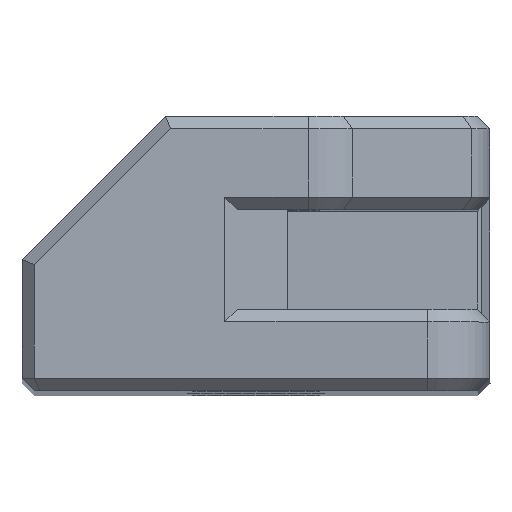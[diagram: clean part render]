
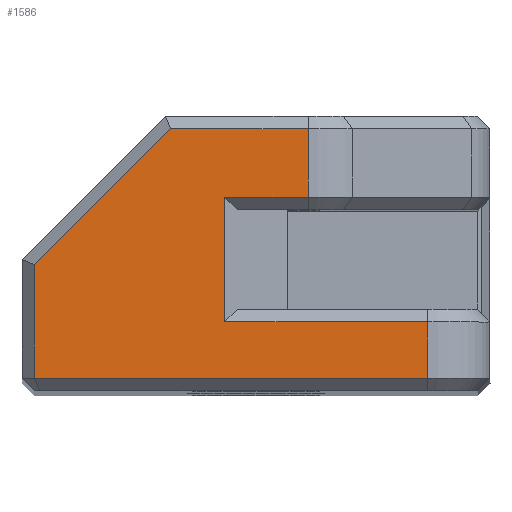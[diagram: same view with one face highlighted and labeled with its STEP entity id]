
A CAD part, top view. The second image highlights one B-rep face of the part: STEP entity #1586.
In plain terms, the highlighted face is planar.
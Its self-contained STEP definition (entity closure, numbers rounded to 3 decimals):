
#232=FACE_OUTER_BOUND('',#324,.T.);
#324=EDGE_LOOP('',(#1442,#1443,#1444,#1445,#1446,#1447,#1448,#1449,#1450));
#383=LINE('',#2391,#533);
#386=LINE('',#2398,#536);
#407=LINE('',#2488,#557);
#447=LINE('',#2597,#597);
#452=LINE('',#2605,#602);
#457=LINE('',#2623,#607);
#458=LINE('',#2625,#608);
#467=LINE('',#2642,#617);
#475=LINE('',#2745,#625);
#533=VECTOR('',#1911,10.);
#536=VECTOR('',#1920,10.);
#557=VECTOR('',#2015,10.);
#597=VECTOR('',#2117,10.);
#602=VECTOR('',#2124,10.);
#607=VECTOR('',#2143,10.);
#608=VECTOR('',#2146,10.);
#617=VECTOR('',#2169,10.);
#625=VECTOR('',#2223,10.);
#672=VERTEX_POINT('',#2362);
#679=VERTEX_POINT('',#2384);
#681=VERTEX_POINT('',#2396);
#713=VERTEX_POINT('',#2487);
#750=VERTEX_POINT('',#2595);
#751=VERTEX_POINT('',#2596);
#753=VERTEX_POINT('',#2603);
#758=VERTEX_POINT('',#2619);
#759=VERTEX_POINT('',#2621);
#845=EDGE_CURVE('',#679,#672,#383,.T.);
#849=EDGE_CURVE('',#679,#681,#386,.T.);
#895=EDGE_CURVE('',#713,#672,#407,.T.);
#949=EDGE_CURVE('',#750,#751,#447,.T.);
#954=EDGE_CURVE('',#753,#713,#452,.T.);
#963=EDGE_CURVE('',#758,#759,#457,.T.);
#964=EDGE_CURVE('',#759,#753,#458,.T.);
#973=EDGE_CURVE('',#751,#758,#467,.T.);
#997=EDGE_CURVE('',#681,#750,#475,.T.);
#1442=ORIENTED_EDGE('',*,*,#845,.F.);
#1443=ORIENTED_EDGE('',*,*,#849,.T.);
#1444=ORIENTED_EDGE('',*,*,#997,.T.);
#1445=ORIENTED_EDGE('',*,*,#949,.T.);
#1446=ORIENTED_EDGE('',*,*,#973,.T.);
#1447=ORIENTED_EDGE('',*,*,#963,.T.);
#1448=ORIENTED_EDGE('',*,*,#964,.T.);
#1449=ORIENTED_EDGE('',*,*,#954,.T.);
#1450=ORIENTED_EDGE('',*,*,#895,.T.);
#1504=PLANE('',#1757);
#1586=ADVANCED_FACE('',(#232),#1504,.T.);
#1757=AXIS2_PLACEMENT_3D('',#2744,#2221,#2222);
#1911=DIRECTION('',(0.,0.,-1.));
#1920=DIRECTION('',(-1.,0.,0.));
#2015=DIRECTION('',(1.,0.,0.));
#2117=DIRECTION('',(-1.,0.,0.));
#2124=DIRECTION('',(0.707,0.,-0.707));
#2143=DIRECTION('',(-1.,0.,0.));
#2146=DIRECTION('',(0.,0.,-1.));
#2169=DIRECTION('',(0.,0.,1.));
#2221=DIRECTION('center_axis',(0.,-1.,0.));
#2222=DIRECTION('ref_axis',(0.,0.,
-1.));
#2223=DIRECTION('',(0.,0.,-1.));
#2362=CARTESIAN_POINT('',(23.938,0.,0.4));
#2384=CARTESIAN_POINT('',(23.938,0.,13.));
#2391=CARTESIAN_POINT('',(23.938,0.,18.75));
#2396=CARTESIAN_POINT('',(22.138,0.,13.));
#2398=CARTESIAN_POINT('',(20.138,0.,13.));
#2487=CARTESIAN_POINT('',(20.303,0.,0.4));
#2488=CARTESIAN_POINT('',(23.138,0.,0.4));
#2595=CARTESIAN_POINT('',(22.138,0.,6.5));
#2596=CARTESIAN_POINT('',(18.138,0.,6.5));
#2597=CARTESIAN_POINT('',(17.838,0.,6.5));
#2603=CARTESIAN_POINT('',(15.938,0.,4.766));
#2605=CARTESIAN_POINT('',(11.421,0.,9.283));
#2619=CARTESIAN_POINT('',(18.138,0.,9.172));
#2621=CARTESIAN_POINT('',(15.938,0.,9.172));
#2623=CARTESIAN_POINT('',(17.888,0.,9.172));
#2625=CARTESIAN_POINT('',(15.938,0.,22.5));
#2642=CARTESIAN_POINT('',(18.138,0.,19.25));
#2744=CARTESIAN_POINT('Origin',(17.138,0.,30.));
#2745=CARTESIAN_POINT('',(22.138,0.,18.75));
